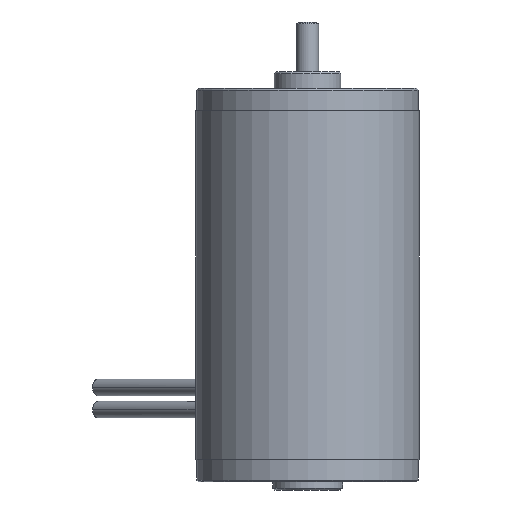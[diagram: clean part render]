
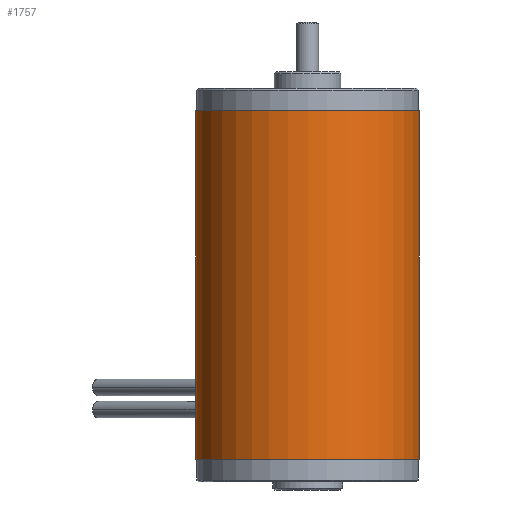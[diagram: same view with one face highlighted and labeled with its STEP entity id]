
A CAD part, front view. The second image highlights one B-rep face of the part: STEP entity #1757.
In plain terms, the highlighted cylindrical face has radius 20.2 mm (diameter 40.4 mm), a partial arc.
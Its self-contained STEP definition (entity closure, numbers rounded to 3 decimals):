
#250 = DIRECTION ( 'NONE',  ( 0., 0., 1. ) ) ;
#320 = CARTESIAN_POINT ( 'NONE',  ( 20.2, 0., -67. ) ) ;
#353 = CARTESIAN_POINT ( 'NONE',  ( 0., 0., -71. ) ) ;
#490 = VECTOR ( 'NONE', #1174, 1000. ) ;
#509 = AXIS2_PLACEMENT_3D ( 'NONE', #611, #795, #1817 ) ;
#537 = CARTESIAN_POINT ( 'NONE',  ( -20.2, 0., -4. ) ) ;
#566 = DIRECTION ( 'NONE',  ( 1., 0., 0. ) ) ;
#611 = CARTESIAN_POINT ( 'NONE',  ( 0., 0., -67. ) ) ;
#674 = VERTEX_POINT ( 'NONE', #2022 ) ;
#706 = EDGE_CURVE ( 'NONE', #762, #1774, #1797, .T. ) ;
#762 = VERTEX_POINT ( 'NONE', #320 ) ;
#795 = DIRECTION ( 'NONE',  ( 0., 0., -1. ) ) ;
#798 = CIRCLE ( 'NONE', #1676, 20.2 ) ;
#897 = VECTOR ( 'NONE', #2097, 1000. ) ;
#956 = ORIENTED_EDGE ( 'NONE', *, *, #1406, .F. ) ;
#1017 = CYLINDRICAL_SURFACE ( 'NONE', #1907, 20.2 ) ;
#1080 = LINE ( 'NONE', #1924, #897 ) ;
#1115 = EDGE_CURVE ( 'NONE', #762, #674, #1821, .T. ) ;
#1174 = DIRECTION ( 'NONE',  ( 0., 0., 1. ) ) ;
#1305 = FACE_OUTER_BOUND ( 'NONE', #1914, .T. ) ;
#1406 = EDGE_CURVE ( 'NONE', #674, #1720, #1080, .T. ) ;
#1447 = ORIENTED_EDGE ( 'NONE', *, *, #2178, .F. ) ;
#1456 = CARTESIAN_POINT ( 'NONE',  ( 20.2, 0., -71. ) ) ;
#1610 = DIRECTION ( 'NONE',  ( 1., 0., 0. ) ) ;
#1642 = ORIENTED_EDGE ( 'NONE', *, *, #706, .T. ) ;
#1676 = AXIS2_PLACEMENT_3D ( 'NONE', #1953, #250, #1610 ) ;
#1720 = VERTEX_POINT ( 'NONE', #537 ) ;
#1724 = ORIENTED_EDGE ( 'NONE', *, *, #1115, .F. ) ;
#1757 = ADVANCED_FACE ( 'NONE', ( #1305 ), #1017, .T. ) ;
#1765 = DIRECTION ( 'NONE',  ( 0., 0., 1. ) ) ;
#1774 = VERTEX_POINT ( 'NONE', #1982 ) ;
#1797 = LINE ( 'NONE', #1456, #490 ) ;
#1817 = DIRECTION ( 'NONE',  ( -1., 0., 0. ) ) ;
#1821 = CIRCLE ( 'NONE', #509, 20.2 ) ;
#1907 = AXIS2_PLACEMENT_3D ( 'NONE', #353, #1765, #566 ) ;
#1914 = EDGE_LOOP ( 'NONE', ( #956, #1724, #1642, #1447 ) ) ;
#1924 = CARTESIAN_POINT ( 'NONE',  ( -20.2, 0., -71. ) ) ;
#1953 = CARTESIAN_POINT ( 'NONE',  ( 0., 0., -4. ) ) ;
#1982 = CARTESIAN_POINT ( 'NONE',  ( 20.2, 0., -4. ) ) ;
#2022 = CARTESIAN_POINT ( 'NONE',  ( -20.2, 0., -67. ) ) ;
#2097 = DIRECTION ( 'NONE',  ( 0., 0., 1. ) ) ;
#2178 = EDGE_CURVE ( 'NONE', #1720, #1774, #798, .T. ) ;
